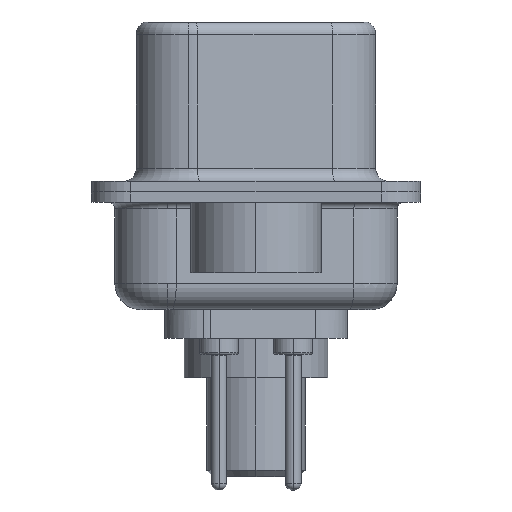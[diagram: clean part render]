
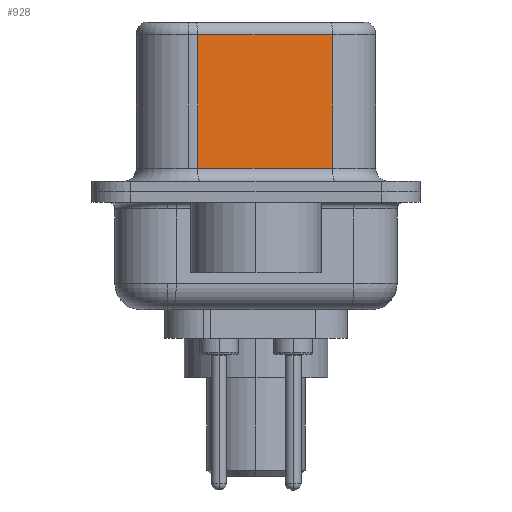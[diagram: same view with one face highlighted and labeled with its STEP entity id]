
A CAD part, left-side view. The second image highlights one B-rep face of the part: STEP entity #928.
In plain terms, the highlighted planar face has unit normal (-0.985, -0.174, 0).
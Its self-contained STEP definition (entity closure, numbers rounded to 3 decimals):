
#820 = DIRECTION ( 'NONE',  ( 0., 0., -1. ) ) ;
#928 = ADVANCED_FACE ( 'NONE', ( #3354 ), #11798, .F. ) ;
#1890 = ORIENTED_EDGE ( 'NONE', *, *, #5370, .T. ) ;
#1998 = CARTESIAN_POINT ( 'NONE',  ( 4.565, -2.927, 6.52 ) ) ;
#2122 = EDGE_LOOP ( 'NONE', ( #10617, #6052, #2623, #1890 ) ) ;
#2623 = ORIENTED_EDGE ( 'NONE', *, *, #16408, .T. ) ;
#3354 = FACE_OUTER_BOUND ( 'NONE', #2122, .T. ) ;
#4141 = CARTESIAN_POINT ( 'NONE',  ( 4.565, -2.927, 6.02 ) ) ;
#4349 = DIRECTION ( 'NONE',  ( 0.985, 0.174, 0. ) ) ;
#4718 = DIRECTION ( 'NONE',  ( 0., 0., -1. ) ) ;
#4980 = CARTESIAN_POINT ( 'NONE',  ( 4.565, -2.927, 6.02 ) ) ;
#5370 = EDGE_CURVE ( 'NONE', #11953, #9553, #14943, .T. ) ;
#6052 = ORIENTED_EDGE ( 'NONE', *, *, #6721, .T. ) ;
#6314 = EDGE_CURVE ( 'NONE', #13999, #9553, #13223, .T. ) ;
#6558 = CARTESIAN_POINT ( 'NONE',  ( 3.655, 2.233, 6.52 ) ) ;
#6721 = EDGE_CURVE ( 'NONE', #13999, #8935, #6845, .T. ) ;
#6845 = LINE ( 'NONE', #4141, #16997 ) ;
#6848 = CARTESIAN_POINT ( 'NONE',  ( 3.655, 2.233, 6.02 ) ) ;
#8935 = VERTEX_POINT ( 'NONE', #6848 ) ;
#8950 = VECTOR ( 'NONE', #820, 1000. ) ;
#9515 = CARTESIAN_POINT ( 'NONE',  ( 4.565, -2.927, 0.9 ) ) ;
#9553 = VERTEX_POINT ( 'NONE', #9515 ) ;
#9636 = VECTOR ( 'NONE', #4718, 1000. ) ;
#10617 = ORIENTED_EDGE ( 'NONE', *, *, #6314, .F. ) ;
#11546 = VECTOR ( 'NONE', #13081, 1000. ) ;
#11798 = PLANE ( 'NONE',  #15479 ) ;
#11953 = VERTEX_POINT ( 'NONE', #13504 ) ;
#12976 = LINE ( 'NONE', #6558, #8950 ) ;
#13081 = DIRECTION ( 'NONE',  ( 0.174, -0.985, 0. ) ) ;
#13223 = LINE ( 'NONE', #1998, #9636 ) ;
#13504 = CARTESIAN_POINT ( 'NONE',  ( 3.655, 2.233, 0.9 ) ) ;
#13999 = VERTEX_POINT ( 'NONE', #4980 ) ;
#14943 = LINE ( 'NONE', #16938, #11546 ) ;
#15156 = DIRECTION ( 'NONE',  ( -0.174, 0.985, 0. ) ) ;
#15334 = CARTESIAN_POINT ( 'NONE',  ( 4.565, -2.927, 6.52 ) ) ;
#15479 = AXIS2_PLACEMENT_3D ( 'NONE', #15334, #4349, #15156 ) ;
#15572 = DIRECTION ( 'NONE',  ( -0.174, 0.985, 0. ) ) ;
#16408 = EDGE_CURVE ( 'NONE', #8935, #11953, #12976, .T. ) ;
#16938 = CARTESIAN_POINT ( 'NONE',  ( 4.565, -2.927, 0.9 ) ) ;
#16997 = VECTOR ( 'NONE', #15572, 1000. ) ;
